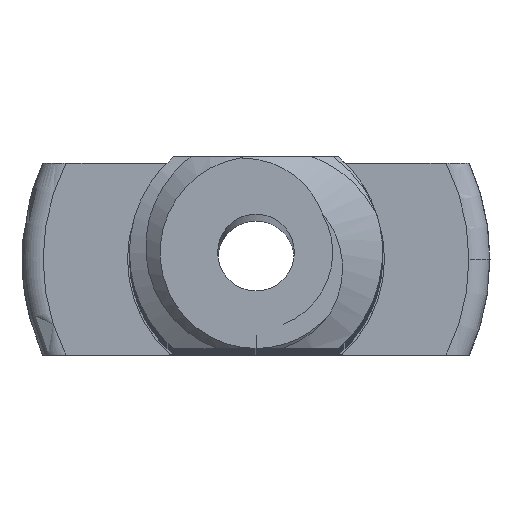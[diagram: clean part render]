
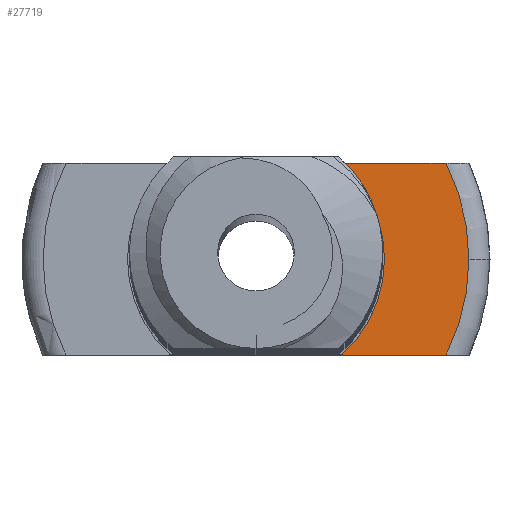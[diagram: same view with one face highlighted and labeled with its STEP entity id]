
A CAD part, top view. The second image highlights one B-rep face of the part: STEP entity #27719.
In plain terms, the highlighted planar face has unit normal (0, 0, 1).
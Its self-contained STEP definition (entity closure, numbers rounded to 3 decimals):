
#7360 = PLANE('',#7361);
#7361 = AXIS2_PLACEMENT_3D('',#7362,#7363,#7364);
#7362 = CARTESIAN_POINT('',(-12.5,-2.5,200.));
#7363 = DIRECTION('',(0.,1.,0.));
#7364 = DIRECTION('',(-1.,0.,0.));
#8149 = PLANE('',#8150);
#8150 = AXIS2_PLACEMENT_3D('',#8151,#8152,#8153);
#8151 = CARTESIAN_POINT('',(-12.5,2.5,200.));
#8152 = DIRECTION('',(0.,-1.,0.));
#8153 = DIRECTION('',(1.,0.,0.));
#11419 = VERTEX_POINT('',#11420);
#11420 = CARTESIAN_POINT('',(4.955,-2.5,0.));
#11472 = TOROIDAL_SURFACE('',#11473,5.55,0.55);
#11473 = AXIS2_PLACEMENT_3D('',#11474,#11475,#11476);
#11474 = CARTESIAN_POINT('',(0.,0.,-0.55
    ));
#11475 = DIRECTION('',(0.,0.,1.));
#11476 = DIRECTION('',(1.,0.,0.));
#11503 = EDGE_CURVE('',#11504,#11419,#11506,.T.);
#11504 = VERTEX_POINT('',#11505);
#11505 = CARTESIAN_POINT('',(2.23,-2.5,0.));
#11506 = SURFACE_CURVE('',#11507,(#11511,#11518),.PCURVE_S1.);
#11507 = LINE('',#11508,#11509);
#11508 = CARTESIAN_POINT('',(-6.25,-2.5,0.));
#11509 = VECTOR('',#11510,1.);
#11510 = DIRECTION('',(1.,0.,0.));
#11511 = PCURVE('',#7360,#11512);
#11512 = DEFINITIONAL_REPRESENTATION('',(#11513),#11517);
#11513 = LINE('',#11514,#11515);
#11514 = CARTESIAN_POINT('',(-6.25,-200.));
#11515 = VECTOR('',#11516,1.);
#11516 = DIRECTION('',(-1.,0.));
#11517 = ( GEOMETRIC_REPRESENTATION_CONTEXT(2) 
PARAMETRIC_REPRESENTATION_CONTEXT() REPRESENTATION_CONTEXT('2D SPACE',''
  ) );
#11518 = PCURVE('',#11519,#11524);
#11519 = PLANE('',#11520);
#11520 = AXIS2_PLACEMENT_3D('',#11521,#11522,#11523);
#11521 = CARTESIAN_POINT('',(0.,0.,
    0.));
#11522 = DIRECTION('',(0.,0.,-1.));
#11523 = DIRECTION('',(1.,0.,0.));
#11524 = DEFINITIONAL_REPRESENTATION('',(#11525),#11529);
#11525 = LINE('',#11526,#11527);
#11526 = CARTESIAN_POINT('',(-6.25,2.5));
#11527 = VECTOR('',#11528,1.);
#11528 = DIRECTION('',(1.,0.));
#11529 = ( GEOMETRIC_REPRESENTATION_CONTEXT(2) 
PARAMETRIC_REPRESENTATION_CONTEXT() REPRESENTATION_CONTEXT('2D SPACE',''
  ) );
#11547 = CYLINDRICAL_SURFACE('',#11548,3.35);
#11548 = AXIS2_PLACEMENT_3D('',#11549,#11550,#11551);
#11549 = CARTESIAN_POINT('',(0.,0.,1.8)
  );
#11550 = DIRECTION('',(0.,0.,-1.));
#11551 = DIRECTION('',(1.,0.,0.));
#22422 = TOROIDAL_SURFACE('',#22423,5.55,0.55);
#22423 = AXIS2_PLACEMENT_3D('',#22424,#22425,#22426);
#22424 = CARTESIAN_POINT('',(0.,0.,-0.55
    ));
#22425 = DIRECTION('',(0.,0.,1.));
#22426 = DIRECTION('',(1.,0.,0.));
#24532 = VERTEX_POINT('',#24533);
#24533 = CARTESIAN_POINT('',(4.955,2.5,0.));
#24611 = EDGE_CURVE('',#24612,#24532,#24614,.T.);
#24612 = VERTEX_POINT('',#24613);
#24613 = CARTESIAN_POINT('',(2.23,2.5,0.));
#24614 = SURFACE_CURVE('',#24615,(#24619,#24626),.PCURVE_S1.);
#24615 = LINE('',#24616,#24617);
#24616 = CARTESIAN_POINT('',(-6.25,2.5,0.));
#24617 = VECTOR('',#24618,1.);
#24618 = DIRECTION('',(1.,0.,0.));
#24619 = PCURVE('',#8149,#24620);
#24620 = DEFINITIONAL_REPRESENTATION('',(#24621),#24625);
#24621 = LINE('',#24622,#24623);
#24622 = CARTESIAN_POINT('',(6.25,-200.));
#24623 = VECTOR('',#24624,1.);
#24624 = DIRECTION('',(1.,0.));
#24625 = ( GEOMETRIC_REPRESENTATION_CONTEXT(2) 
PARAMETRIC_REPRESENTATION_CONTEXT() REPRESENTATION_CONTEXT('2D SPACE',''
  ) );
#24626 = PCURVE('',#11519,#24627);
#24627 = DEFINITIONAL_REPRESENTATION('',(#24628),#24632);
#24628 = LINE('',#24629,#24630);
#24629 = CARTESIAN_POINT('',(-6.25,-2.5));
#24630 = VECTOR('',#24631,1.);
#24631 = DIRECTION('',(1.,0.));
#24632 = ( GEOMETRIC_REPRESENTATION_CONTEXT(2) 
PARAMETRIC_REPRESENTATION_CONTEXT() REPRESENTATION_CONTEXT('2D SPACE',''
  ) );
#24648 = CYLINDRICAL_SURFACE('',#24649,3.35);
#24649 = AXIS2_PLACEMENT_3D('',#24650,#24651,#24652);
#24650 = CARTESIAN_POINT('',(0.,0.,1.8)
  );
#24651 = DIRECTION('',(0.,0.,-1.));
#24652 = DIRECTION('',(1.,0.,0.));
#27646 = VERTEX_POINT('',#27647);
#27647 = CARTESIAN_POINT('',(3.35,0.,0.
    ));
#27670 = EDGE_CURVE('',#27646,#11504,#27671,.T.);
#27671 = SURFACE_CURVE('',#27672,(#27677,#27684),.PCURVE_S1.);
#27672 = CIRCLE('',#27673,3.35);
#27673 = AXIS2_PLACEMENT_3D('',#27674,#27675,#27676);
#27674 = CARTESIAN_POINT('',(0.,0.,
    0.));
#27675 = DIRECTION('',(0.,0.,-1.));
#27676 = DIRECTION('',(1.,0.,0.));
#27677 = PCURVE('',#11547,#27678);
#27678 = DEFINITIONAL_REPRESENTATION('',(#27679),#27683);
#27679 = LINE('',#27680,#27681);
#27680 = CARTESIAN_POINT('',(0.,1.8));
#27681 = VECTOR('',#27682,1.);
#27682 = DIRECTION('',(1.,0.));
#27683 = ( GEOMETRIC_REPRESENTATION_CONTEXT(2) 
PARAMETRIC_REPRESENTATION_CONTEXT() REPRESENTATION_CONTEXT('2D SPACE',''
  ) );
#27684 = PCURVE('',#11519,#27685);
#27685 = DEFINITIONAL_REPRESENTATION('',(#27686),#27690);
#27686 = CIRCLE('',#27687,3.35);
#27687 = AXIS2_PLACEMENT_2D('',#27688,#27689);
#27688 = CARTESIAN_POINT('',(0.,0.));
#27689 = DIRECTION('',(1.,0.));
#27690 = ( GEOMETRIC_REPRESENTATION_CONTEXT(2) 
PARAMETRIC_REPRESENTATION_CONTEXT() REPRESENTATION_CONTEXT('2D SPACE',''
  ) );
#27719 = ADVANCED_FACE('',(#27720),#11519,.F.);
#27720 = FACE_BOUND('',#27721,.T.);
#27721 = EDGE_LOOP('',(#27722,#27723,#27745,#27746,#27747,#27771));
#27722 = ORIENTED_EDGE('',*,*,#24611,.F.);
#27723 = ORIENTED_EDGE('',*,*,#27724,.T.);
#27724 = EDGE_CURVE('',#24612,#27646,#27725,.T.);
#27725 = SURFACE_CURVE('',#27726,(#27731,#27738),.PCURVE_S1.);
#27726 = CIRCLE('',#27727,3.35);
#27727 = AXIS2_PLACEMENT_3D('',#27728,#27729,#27730);
#27728 = CARTESIAN_POINT('',(0.,0.,
    0.));
#27729 = DIRECTION('',(0.,0.,-1.));
#27730 = DIRECTION('',(1.,0.,0.));
#27731 = PCURVE('',#11519,#27732);
#27732 = DEFINITIONAL_REPRESENTATION('',(#27733),#27737);
#27733 = CIRCLE('',#27734,3.35);
#27734 = AXIS2_PLACEMENT_2D('',#27735,#27736);
#27735 = CARTESIAN_POINT('',(0.,0.));
#27736 = DIRECTION('',(1.,0.));
#27737 = ( GEOMETRIC_REPRESENTATION_CONTEXT(2) 
PARAMETRIC_REPRESENTATION_CONTEXT() REPRESENTATION_CONTEXT('2D SPACE',''
  ) );
#27738 = PCURVE('',#24648,#27739);
#27739 = DEFINITIONAL_REPRESENTATION('',(#27740),#27744);
#27740 = LINE('',#27741,#27742);
#27741 = CARTESIAN_POINT('',(0.,1.8));
#27742 = VECTOR('',#27743,1.);
#27743 = DIRECTION('',(1.,0.));
#27744 = ( GEOMETRIC_REPRESENTATION_CONTEXT(2) 
PARAMETRIC_REPRESENTATION_CONTEXT() REPRESENTATION_CONTEXT('2D SPACE',''
  ) );
#27745 = ORIENTED_EDGE('',*,*,#27670,.T.);
#27746 = ORIENTED_EDGE('',*,*,#11503,.T.);
#27747 = ORIENTED_EDGE('',*,*,#27748,.F.);
#27748 = EDGE_CURVE('',#27749,#11419,#27751,.T.);
#27749 = VERTEX_POINT('',#27750);
#27750 = CARTESIAN_POINT('',(5.55,0.,0.
    ));
#27751 = SURFACE_CURVE('',#27752,(#27757,#27764),.PCURVE_S1.);
#27752 = CIRCLE('',#27753,5.55);
#27753 = AXIS2_PLACEMENT_3D('',#27754,#27755,#27756);
#27754 = CARTESIAN_POINT('',(0.,0.,
    0.));
#27755 = DIRECTION('',(0.,0.,-1.));
#27756 = DIRECTION('',(1.,0.,0.));
#27757 = PCURVE('',#11519,#27758);
#27758 = DEFINITIONAL_REPRESENTATION('',(#27759),#27763);
#27759 = CIRCLE('',#27760,5.55);
#27760 = AXIS2_PLACEMENT_2D('',#27761,#27762);
#27761 = CARTESIAN_POINT('',(0.,0.));
#27762 = DIRECTION('',(1.,0.));
#27763 = ( GEOMETRIC_REPRESENTATION_CONTEXT(2) 
PARAMETRIC_REPRESENTATION_CONTEXT() REPRESENTATION_CONTEXT('2D SPACE',''
  ) );
#27764 = PCURVE('',#11472,#27765);
#27765 = DEFINITIONAL_REPRESENTATION('',(#27766),#27770);
#27766 = LINE('',#27767,#27768);
#27767 = CARTESIAN_POINT('',(0.,7.854));
#27768 = VECTOR('',#27769,1.);
#27769 = DIRECTION('',(-1.,0.));
#27770 = ( GEOMETRIC_REPRESENTATION_CONTEXT(2) 
PARAMETRIC_REPRESENTATION_CONTEXT() REPRESENTATION_CONTEXT('2D SPACE',''
  ) );
#27771 = ORIENTED_EDGE('',*,*,#27772,.F.);
#27772 = EDGE_CURVE('',#24532,#27749,#27773,.T.);
#27773 = SURFACE_CURVE('',#27774,(#27779,#27786),.PCURVE_S1.);
#27774 = CIRCLE('',#27775,5.55);
#27775 = AXIS2_PLACEMENT_3D('',#27776,#27777,#27778);
#27776 = CARTESIAN_POINT('',(0.,0.,
    0.));
#27777 = DIRECTION('',(0.,0.,-1.));
#27778 = DIRECTION('',(1.,0.,0.));
#27779 = PCURVE('',#11519,#27780);
#27780 = DEFINITIONAL_REPRESENTATION('',(#27781),#27785);
#27781 = CIRCLE('',#27782,5.55);
#27782 = AXIS2_PLACEMENT_2D('',#27783,#27784);
#27783 = CARTESIAN_POINT('',(0.,0.));
#27784 = DIRECTION('',(1.,0.));
#27785 = ( GEOMETRIC_REPRESENTATION_CONTEXT(2) 
PARAMETRIC_REPRESENTATION_CONTEXT() REPRESENTATION_CONTEXT('2D SPACE',''
  ) );
#27786 = PCURVE('',#22422,#27787);
#27787 = DEFINITIONAL_REPRESENTATION('',(#27788),#27792);
#27788 = LINE('',#27789,#27790);
#27789 = CARTESIAN_POINT('',(0.,7.854));
#27790 = VECTOR('',#27791,1.);
#27791 = DIRECTION('',(-1.,0.));
#27792 = ( GEOMETRIC_REPRESENTATION_CONTEXT(2) 
PARAMETRIC_REPRESENTATION_CONTEXT() REPRESENTATION_CONTEXT('2D SPACE',''
  ) );
